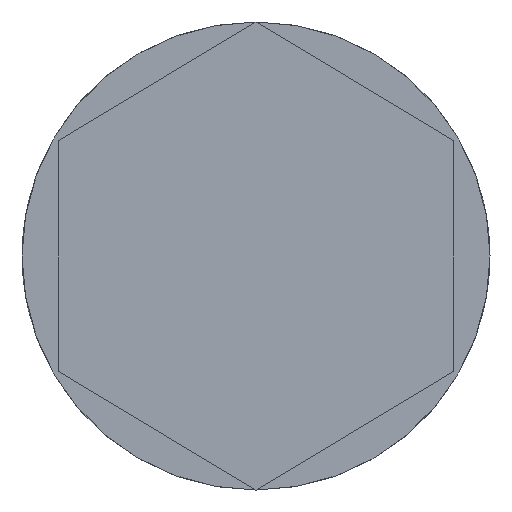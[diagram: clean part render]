
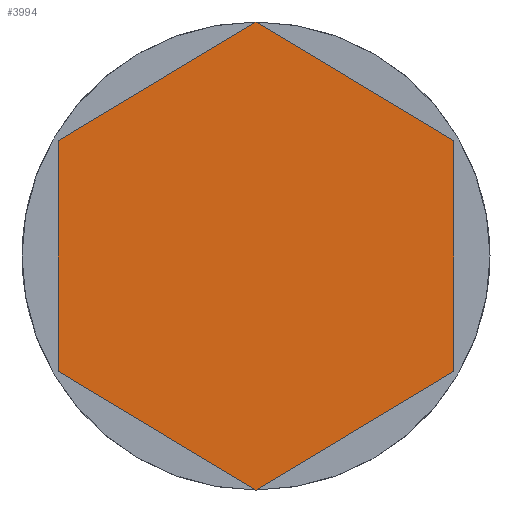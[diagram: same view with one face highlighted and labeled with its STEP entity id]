
A CAD part, front view. The second image highlights one B-rep face of the part: STEP entity #3994.
In plain terms, the highlighted planar face has unit normal (0, -1, 0).
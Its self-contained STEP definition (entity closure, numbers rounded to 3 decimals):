
#170 = DIRECTION ( 'NONE',  ( -0.858, 0., 0.514 ) ) ;
#195 = VERTEX_POINT ( 'NONE', #3853 ) ;
#229 = EDGE_CURVE ( 'NONE', #952, #4150, #2677, .T. ) ;
#278 = CARTESIAN_POINT ( 'NONE',  ( 8.5, 0., 4.955 ) ) ;
#280 = DIRECTION ( 'NONE',  ( 0., 1., 0. ) ) ;
#329 = LINE ( 'NONE', #4270, #2864 ) ;
#412 = CARTESIAN_POINT ( 'NONE',  ( -8.5, 0., -4.955 ) ) ;
#550 = ORIENTED_EDGE ( 'NONE', *, *, #3627, .F. ) ;
#590 = EDGE_CURVE ( 'NONE', #195, #3812, #329, .T. ) ;
#644 = DIRECTION ( 'NONE',  ( 0., 0., -1. ) ) ;
#687 = DIRECTION ( 'NONE',  ( 0., 0., 1. ) ) ;
#828 = EDGE_CURVE ( 'NONE', #3812, #952, #1705, .T. ) ;
#952 = VERTEX_POINT ( 'NONE', #2996 ) ;
#958 = EDGE_CURVE ( 'NONE', #4150, #2646, #1212, .T. ) ;
#1090 = AXIS2_PLACEMENT_3D ( 'NONE', #4132, #280, #2755 ) ;
#1212 = LINE ( 'NONE', #1953, #1933 ) ;
#1348 = ORIENTED_EDGE ( 'NONE', *, *, #229, .F. ) ;
#1469 = VECTOR ( 'NONE', #644, 1000. ) ;
#1679 = EDGE_LOOP ( 'NONE', ( #2366, #550, #3753, #3777, #1348, #4549 ) ) ;
#1705 = LINE ( 'NONE', #278, #1469 ) ;
#1794 = CARTESIAN_POINT ( 'NONE',  ( -8.5, 0., 4.955 ) ) ;
#1886 = VECTOR ( 'NONE', #2944, 1000. ) ;
#1907 = VECTOR ( 'NONE', #687, 1000. ) ;
#1923 = VERTEX_POINT ( 'NONE', #1794 ) ;
#1933 = VECTOR ( 'NONE', #170, 1000. ) ;
#1953 = CARTESIAN_POINT ( 'NONE',  ( 0., 0., -10.05 ) ) ;
#2053 = EDGE_CURVE ( 'NONE', #2646, #1923, #3864, .T. ) ;
#2178 = DIRECTION ( 'NONE',  ( 0.858, 0., -0.514 ) ) ;
#2207 = CARTESIAN_POINT ( 'NONE',  ( -8.5, 0., 4.955 ) ) ;
#2215 = CARTESIAN_POINT ( 'NONE',  ( 8.5, 0., -4.955 ) ) ;
#2366 = ORIENTED_EDGE ( 'NONE', *, *, #590, .F. ) ;
#2646 = VERTEX_POINT ( 'NONE', #412 ) ;
#2677 = LINE ( 'NONE', #2215, #1886 ) ;
#2755 = DIRECTION ( 'NONE',  ( 0., 0., 1. ) ) ;
#2864 = VECTOR ( 'NONE', #2178, 1000. ) ;
#2944 = DIRECTION ( 'NONE',  ( -0.858, 0., -0.514 ) ) ;
#2996 = CARTESIAN_POINT ( 'NONE',  ( 8.5, 0., -4.955 ) ) ;
#3485 = VECTOR ( 'NONE', #3911, 1000. ) ;
#3627 = EDGE_CURVE ( 'NONE', #1923, #195, #4438, .T. ) ;
#3717 = CARTESIAN_POINT ( 'NONE',  ( 8.5, 0., 4.955 ) ) ;
#3753 = ORIENTED_EDGE ( 'NONE', *, *, #2053, .F. ) ;
#3777 = ORIENTED_EDGE ( 'NONE', *, *, #958, .F. ) ;
#3812 = VERTEX_POINT ( 'NONE', #3717 ) ;
#3816 = PLANE ( 'NONE',  #1090 ) ;
#3853 = CARTESIAN_POINT ( 'NONE',  ( 0., 0., 10.05 ) ) ;
#3863 = FACE_OUTER_BOUND ( 'NONE', #1679, .T. ) ;
#3864 = LINE ( 'NONE', #3874, #1907 ) ;
#3874 = CARTESIAN_POINT ( 'NONE',  ( -8.5, 0., -4.955 ) ) ;
#3911 = DIRECTION ( 'NONE',  ( 0.858, 0., 0.514 ) ) ;
#3994 = ADVANCED_FACE ( 'NONE', ( #3863 ), #3816, .F. ) ;
#4066 = CARTESIAN_POINT ( 'NONE',  ( 0., 0., -10.05 ) ) ;
#4132 = CARTESIAN_POINT ( 'NONE',  ( 0., 0., 0. ) ) ;
#4150 = VERTEX_POINT ( 'NONE', #4066 ) ;
#4270 = CARTESIAN_POINT ( 'NONE',  ( 0., 0., 10.05 ) ) ;
#4438 = LINE ( 'NONE', #2207, #3485 ) ;
#4549 = ORIENTED_EDGE ( 'NONE', *, *, #828, .F. ) ;
